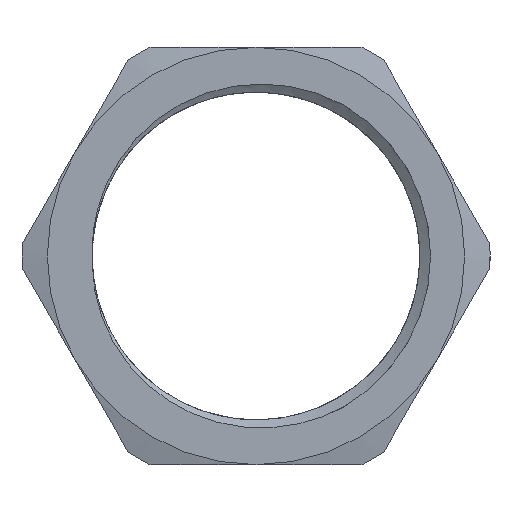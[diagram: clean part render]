
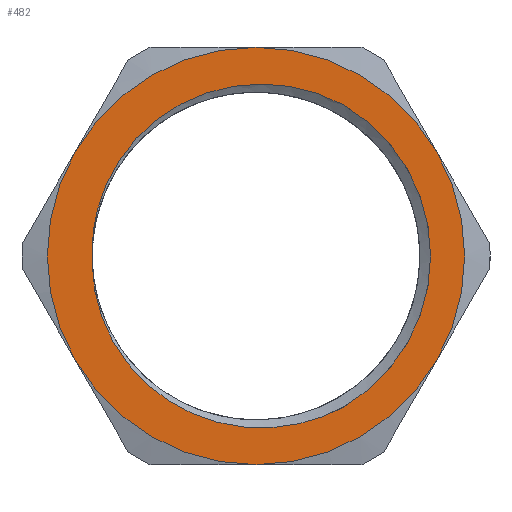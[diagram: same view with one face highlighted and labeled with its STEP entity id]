
A CAD part, left-side view. The second image highlights one B-rep face of the part: STEP entity #482.
In plain terms, the highlighted planar face has unit normal (-1, 0, 0).
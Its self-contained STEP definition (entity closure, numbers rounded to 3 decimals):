
#16=FACE_BOUND('',#182,.T.);
#84=PLANE('',#546);
#85=CIRCLE('',#492,11.79);
#88=CIRCLE('',#496,12.551);
#104=CIRCLE('',#529,15.);
#105=CIRCLE('',#531,15.);
#106=CIRCLE('',#533,15.);
#107=CIRCLE('',#535,15.);
#108=CIRCLE('',#537,15.);
#109=CIRCLE('',#539,15.);
#150=FACE_OUTER_BOUND('',#181,.T.);
#181=EDGE_LOOP('',(#441,#442,#443,#444,#445,#446));
#182=EDGE_LOOP('',(#447,#448,#449,#450));
#183=B_SPLINE_CURVE_WITH_KNOTS('',3,(#840,#841,#842,#843,#844,#845,#846,
#847,#848,#849,#850,#851,#852,#853,#854,#855),.UNSPECIFIED.,.F.,.F.,(4,
3,3,3,3,4),(-2.504,-2.413,-1.797,-1.189,
-0.59,0.),.UNSPECIFIED.);
#188=B_SPLINE_CURVE_WITH_KNOTS('',3,(#1221,#1222,#1223,#1224,#1225,#1226,
#1227,#1228,#1229,#1230,#1231,#1232,#1233,#1234,#1235,#1236),
 .UNSPECIFIED.,.F.,.F.,(4,3,3,3,3,4),(-2.508,-2.421,
-1.83,-1.229,-0.619,0.),
 .UNSPECIFIED.);
#191=VERTEX_POINT('',#838);
#192=VERTEX_POINT('',#839);
#195=VERTEX_POINT('',#1015);
#197=VERTEX_POINT('',#1220);
#200=VERTEX_POINT('',#1362);
#209=VERTEX_POINT('',#1393);
#212=VERTEX_POINT('',#1404);
#218=VERTEX_POINT('',#1425);
#224=VERTEX_POINT('',#1446);
#233=VERTEX_POINT('',#1477);
#235=EDGE_CURVE('',#191,#192,#183,.T.);
#239=EDGE_CURVE('',#192,#195,#85,.T.);
#242=EDGE_CURVE('',#195,#197,#188,.T.);
#246=EDGE_CURVE('',#191,#197,#88,.T.);
#298=EDGE_CURVE('',#233,#218,#104,.T.);
#299=EDGE_CURVE('',#218,#212,#105,.T.);
#300=EDGE_CURVE('',#224,#209,#106,.T.);
#301=EDGE_CURVE('',#209,#233,#107,.T.);
#302=EDGE_CURVE('',#212,#200,#108,.T.);
#303=EDGE_CURVE('',#200,#224,#109,.T.);
#441=ORIENTED_EDGE('',*,*,#299,.F.);
#442=ORIENTED_EDGE('',*,*,#298,.F.);
#443=ORIENTED_EDGE('',*,*,#301,.F.);
#444=ORIENTED_EDGE('',*,*,#300,.F.);
#445=ORIENTED_EDGE('',*,*,#303,.F.);
#446=ORIENTED_EDGE('',*,*,#302,.F.);
#447=ORIENTED_EDGE('',*,*,#246,.T.);
#448=ORIENTED_EDGE('',*,*,#242,.F.);
#449=ORIENTED_EDGE('',*,*,#239,.F.);
#450=ORIENTED_EDGE('',*,*,#235,.F.);
#482=ADVANCED_FACE('',(#150,#16),#84,.T.);
#492=AXIS2_PLACEMENT_3D('',#1016,#551,#552);
#496=AXIS2_PLACEMENT_3D('',#1359,#559,#560);
#529=AXIS2_PLACEMENT_3D('',#1512,#637,#638);
#531=AXIS2_PLACEMENT_3D('',#1514,#641,#642);
#533=AXIS2_PLACEMENT_3D('',#1516,#645,#646);
#535=AXIS2_PLACEMENT_3D('',#1518,#649,#650);
#537=AXIS2_PLACEMENT_3D('',#1520,#653,#654);
#539=AXIS2_PLACEMENT_3D('',#1522,#657,#658);
#546=AXIS2_PLACEMENT_3D('',#1529,#671,#672);
#551=DIRECTION('center_axis',(-1.,0.,0.));
#552=DIRECTION('ref_axis',(0.,1.,0.));
#559=DIRECTION('center_axis',(1.,0.,0.));
#560=DIRECTION('ref_axis',(0.,0.,-1.));
#637=DIRECTION('center_axis',(1.,0.,0.));
#638=DIRECTION('ref_axis',(0.,-1.,0.));
#641=DIRECTION('center_axis',(1.,0.,0.));
#642=DIRECTION('ref_axis',(0.,-1.,0.));
#645=DIRECTION('center_axis',(1.,0.,0.));
#646=DIRECTION('ref_axis',(0.,-1.,0.));
#649=DIRECTION('center_axis',(1.,0.,0.));
#650=DIRECTION('ref_axis',(0.,-1.,0.));
#653=DIRECTION('center_axis',(1.,0.,0.));
#654=DIRECTION('ref_axis',(0.,-1.,0.));
#657=DIRECTION('center_axis',(1.,0.,0.));
#658=DIRECTION('ref_axis',(0.,-1.,0.));
#671=DIRECTION('center_axis',(-1.,0.,0.));
#672=DIRECTION('ref_axis',(0.,0.,1.));
#838=CARTESIAN_POINT('',(-4.,-6.275,10.869));
#839=CARTESIAN_POINT('',(-4.,11.78,0.494));
#840=CARTESIAN_POINT('Ctrl Pts',(-4.,-6.276,10.87));
#841=CARTESIAN_POINT('Ctrl Pts',(-4.,-6.008,11.015));
#842=CARTESIAN_POINT('Ctrl Pts',(-4.,-5.735,11.149));
#843=CARTESIAN_POINT('Ctrl Pts',(-4.,-5.458,11.274));
#844=CARTESIAN_POINT('Ctrl Pts',(-4.,-3.586,12.112));
#845=CARTESIAN_POINT('Ctrl Pts',(-4.,-1.499,12.481));
#846=CARTESIAN_POINT('Ctrl Pts',(-4.,0.544,12.33));
#847=CARTESIAN_POINT('Ctrl Pts',(-4.,2.561,12.18));
#848=CARTESIAN_POINT('Ctrl Pts',(-4.,4.541,11.522));
#849=CARTESIAN_POINT('Ctrl Pts',(-4.,6.241,10.434));
#850=CARTESIAN_POINT('Ctrl Pts',(-4.,7.916,9.362));
#851=CARTESIAN_POINT('Ctrl Pts',(-4.,9.326,7.865));
#852=CARTESIAN_POINT('Ctrl Pts',(-4.,10.29,6.124));
#853=CARTESIAN_POINT('Ctrl Pts',(-4.,11.239,4.41));
#854=CARTESIAN_POINT('Ctrl Pts',(-4.,11.759,2.46));
#855=CARTESIAN_POINT('Ctrl Pts',(-4.,11.78,0.494));
#1015=CARTESIAN_POINT('',(-4.,11.78,-0.494));
#1016=CARTESIAN_POINT('Origin',(-4.,0.,0.));
#1220=CARTESIAN_POINT('',(-4.,-6.276,-10.869));
#1221=CARTESIAN_POINT('Ctrl Pts',(-4.,11.78,-0.494));
#1222=CARTESIAN_POINT('Ctrl Pts',(-4.,11.777,-0.781));
#1223=CARTESIAN_POINT('Ctrl Pts',(-4.,11.764,-1.067));
#1224=CARTESIAN_POINT('Ctrl Pts',(-4.,11.74,-1.352));
#1225=CARTESIAN_POINT('Ctrl Pts',(-4.,11.577,-3.31));
#1226=CARTESIAN_POINT('Ctrl Pts',(-4.,10.913,-5.228));
#1227=CARTESIAN_POINT('Ctrl Pts',(-4.,9.84,-6.871));
#1228=CARTESIAN_POINT('Ctrl Pts',(-4.,8.748,-8.542));
#1229=CARTESIAN_POINT('Ctrl Pts',(-4.,7.23,-9.934));
#1230=CARTESIAN_POINT('Ctrl Pts',(-4.,5.478,-10.884));
#1231=CARTESIAN_POINT('Ctrl Pts',(-4.,3.7,-11.848));
#1232=CARTESIAN_POINT('Ctrl Pts',(-4.,1.671,-12.361));
#1233=CARTESIAN_POINT('Ctrl Pts',(-4.,-0.355,-12.363));
#1234=CARTESIAN_POINT('Ctrl Pts',(-4.,-2.408,-12.366));
#1235=CARTESIAN_POINT('Ctrl Pts',(-4.,-4.459,-11.848));
#1236=CARTESIAN_POINT('Ctrl Pts',(-4.,-6.276,-10.869));
#1359=CARTESIAN_POINT('Origin',(-4.,0.,0.));
#1362=CARTESIAN_POINT('',(-4.,0.,15.));
#1393=CARTESIAN_POINT('',(-4.,-12.99,-7.5));
#1404=CARTESIAN_POINT('',(-4.,12.99,7.5));
#1425=CARTESIAN_POINT('',(-4.,12.99,-7.5));
#1446=CARTESIAN_POINT('',(-4.,-12.99,7.5));
#1477=CARTESIAN_POINT('',(-4.,0.,-15.));
#1512=CARTESIAN_POINT('Origin',(-4.,0.,0.));
#1514=CARTESIAN_POINT('Origin',(-4.,0.,0.));
#1516=CARTESIAN_POINT('Origin',(-4.,0.,0.));
#1518=CARTESIAN_POINT('Origin',(-4.,0.,0.));
#1520=CARTESIAN_POINT('Origin',(-4.,0.,0.));
#1522=CARTESIAN_POINT('Origin',(-4.,0.,0.));
#1529=CARTESIAN_POINT('Origin',(-4.,16.825,0.));
